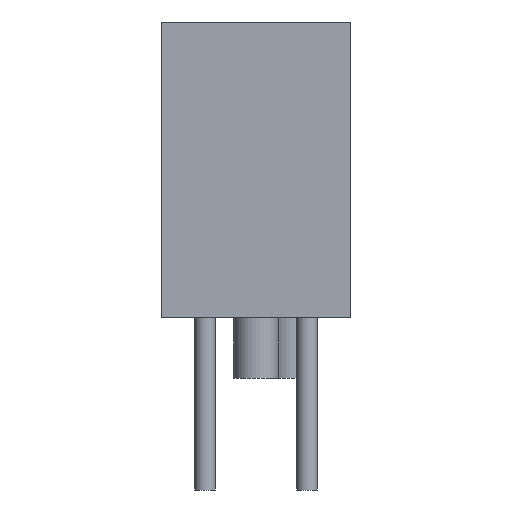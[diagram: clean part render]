
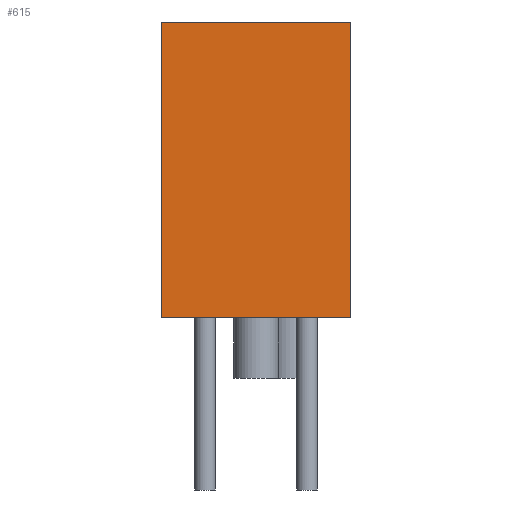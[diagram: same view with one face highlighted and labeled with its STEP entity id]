
A CAD part, left-side view. The second image highlights one B-rep face of the part: STEP entity #615.
In plain terms, the highlighted planar face has unit normal (-1, 0, 0).
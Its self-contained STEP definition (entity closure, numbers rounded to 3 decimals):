
#352 = EDGE_CURVE('',#353,#355,#357,.T.);
#353 = VERTEX_POINT('',#354);
#354 = CARTESIAN_POINT('',(-2.7,4.31,0.));
#355 = VERTEX_POINT('',#356);
#356 = CARTESIAN_POINT('',(-2.7,4.31,8.75));
#357 = SURFACE_CURVE('',#358,(#362,#374),.PCURVE_S1.);
#358 = LINE('',#359,#360);
#359 = CARTESIAN_POINT('',(-2.7,4.31,0.));
#360 = VECTOR('',#361,1.);
#361 = DIRECTION('',(0.,0.,1.));
#362 = PCURVE('',#363,#368);
#363 = PLANE('',#364);
#364 = AXIS2_PLACEMENT_3D('',#365,#366,#367);
#365 = CARTESIAN_POINT('',(-2.7,4.31,0.));
#366 = DIRECTION('',(0.,1.,0.));
#367 = DIRECTION('',(1.,0.,0.));
#368 = DEFINITIONAL_REPRESENTATION('',(#369),#373);
#369 = LINE('',#370,#371);
#370 = CARTESIAN_POINT('',(0.,0.));
#371 = VECTOR('',#372,1.);
#372 = DIRECTION('',(0.,-1.));
#373 = ( GEOMETRIC_REPRESENTATION_CONTEXT(2) 
PARAMETRIC_REPRESENTATION_CONTEXT() REPRESENTATION_CONTEXT('2D SPACE',''
  ) );
#374 = PCURVE('',#375,#380);
#375 = PLANE('',#376);
#376 = AXIS2_PLACEMENT_3D('',#377,#378,#379);
#377 = CARTESIAN_POINT('',(-2.7,-1.29,0.));
#378 = DIRECTION('',(-1.,0.,0.));
#379 = DIRECTION('',(0.,1.,0.));
#380 = DEFINITIONAL_REPRESENTATION('',(#381),#385);
#381 = LINE('',#382,#383);
#382 = CARTESIAN_POINT('',(5.6,0.));
#383 = VECTOR('',#384,1.);
#384 = DIRECTION('',(0.,-1.));
#385 = ( GEOMETRIC_REPRESENTATION_CONTEXT(2) 
PARAMETRIC_REPRESENTATION_CONTEXT() REPRESENTATION_CONTEXT('2D SPACE',''
  ) );
#403 = PLANE('',#404);
#404 = AXIS2_PLACEMENT_3D('',#405,#406,#407);
#405 = CARTESIAN_POINT('',(19.,1.51,8.75));
#406 = DIRECTION('',(-0.,-0.,-1.));
#407 = DIRECTION('',(-1.,0.,0.));
#457 = PLANE('',#458);
#458 = AXIS2_PLACEMENT_3D('',#459,#460,#461);
#459 = CARTESIAN_POINT('',(19.,1.51,0.));
#460 = DIRECTION('',(-0.,-0.,-1.));
#461 = DIRECTION('',(-1.,0.,0.));
#512 = PLANE('',#513);
#513 = AXIS2_PLACEMENT_3D('',#514,#515,#516);
#514 = CARTESIAN_POINT('',(40.7,-1.29,0.));
#515 = DIRECTION('',(0.,-1.,0.));
#516 = DIRECTION('',(-1.,0.,0.));
#550 = VERTEX_POINT('',#551);
#551 = CARTESIAN_POINT('',(-2.7,-1.29,8.75));
#572 = EDGE_CURVE('',#573,#550,#575,.T.);
#573 = VERTEX_POINT('',#574);
#574 = CARTESIAN_POINT('',(-2.7,-1.29,0.));
#575 = SURFACE_CURVE('',#576,(#580,#587),.PCURVE_S1.);
#576 = LINE('',#577,#578);
#577 = CARTESIAN_POINT('',(-2.7,-1.29,0.));
#578 = VECTOR('',#579,1.);
#579 = DIRECTION('',(0.,0.,1.));
#580 = PCURVE('',#512,#581);
#581 = DEFINITIONAL_REPRESENTATION('',(#582),#586);
#582 = LINE('',#583,#584);
#583 = CARTESIAN_POINT('',(43.4,0.));
#584 = VECTOR('',#585,1.);
#585 = DIRECTION('',(0.,-1.));
#586 = ( GEOMETRIC_REPRESENTATION_CONTEXT(2) 
PARAMETRIC_REPRESENTATION_CONTEXT() REPRESENTATION_CONTEXT('2D SPACE',''
  ) );
#587 = PCURVE('',#375,#588);
#588 = DEFINITIONAL_REPRESENTATION('',(#589),#593);
#589 = LINE('',#590,#591);
#590 = CARTESIAN_POINT('',(0.,0.));
#591 = VECTOR('',#592,1.);
#592 = DIRECTION('',(0.,-1.));
#593 = ( GEOMETRIC_REPRESENTATION_CONTEXT(2) 
PARAMETRIC_REPRESENTATION_CONTEXT() REPRESENTATION_CONTEXT('2D SPACE',''
  ) );
#615 = ADVANCED_FACE('',(#616),#375,.T.);
#616 = FACE_BOUND('',#617,.T.);
#617 = EDGE_LOOP('',(#618,#619,#640,#641));
#618 = ORIENTED_EDGE('',*,*,#572,.T.);
#619 = ORIENTED_EDGE('',*,*,#620,.T.);
#620 = EDGE_CURVE('',#550,#355,#621,.T.);
#621 = SURFACE_CURVE('',#622,(#626,#633),.PCURVE_S1.);
#622 = LINE('',#623,#624);
#623 = CARTESIAN_POINT('',(-2.7,-1.29,8.75));
#624 = VECTOR('',#625,1.);
#625 = DIRECTION('',(0.,1.,0.));
#626 = PCURVE('',#375,#627);
#627 = DEFINITIONAL_REPRESENTATION('',(#628),#632);
#628 = LINE('',#629,#630);
#629 = CARTESIAN_POINT('',(0.,-8.75));
#630 = VECTOR('',#631,1.);
#631 = DIRECTION('',(1.,0.));
#632 = ( GEOMETRIC_REPRESENTATION_CONTEXT(2) 
PARAMETRIC_REPRESENTATION_CONTEXT() REPRESENTATION_CONTEXT('2D SPACE',''
  ) );
#633 = PCURVE('',#403,#634);
#634 = DEFINITIONAL_REPRESENTATION('',(#635),#639);
#635 = LINE('',#636,#637);
#636 = CARTESIAN_POINT('',(21.7,-2.8));
#637 = VECTOR('',#638,1.);
#638 = DIRECTION('',(0.,1.));
#639 = ( GEOMETRIC_REPRESENTATION_CONTEXT(2) 
PARAMETRIC_REPRESENTATION_CONTEXT() REPRESENTATION_CONTEXT('2D SPACE',''
  ) );
#640 = ORIENTED_EDGE('',*,*,#352,.F.);
#641 = ORIENTED_EDGE('',*,*,#642,.F.);
#642 = EDGE_CURVE('',#573,#353,#643,.T.);
#643 = SURFACE_CURVE('',#644,(#648,#655),.PCURVE_S1.);
#644 = LINE('',#645,#646);
#645 = CARTESIAN_POINT('',(-2.7,-1.29,0.));
#646 = VECTOR('',#647,1.);
#647 = DIRECTION('',(0.,1.,0.));
#648 = PCURVE('',#375,#649);
#649 = DEFINITIONAL_REPRESENTATION('',(#650),#654);
#650 = LINE('',#651,#652);
#651 = CARTESIAN_POINT('',(0.,0.));
#652 = VECTOR('',#653,1.);
#653 = DIRECTION('',(1.,0.));
#654 = ( GEOMETRIC_REPRESENTATION_CONTEXT(2) 
PARAMETRIC_REPRESENTATION_CONTEXT() REPRESENTATION_CONTEXT('2D SPACE',''
  ) );
#655 = PCURVE('',#457,#656);
#656 = DEFINITIONAL_REPRESENTATION('',(#657),#661);
#657 = LINE('',#658,#659);
#658 = CARTESIAN_POINT('',(21.7,-2.8));
#659 = VECTOR('',#660,1.);
#660 = DIRECTION('',(0.,1.));
#661 = ( GEOMETRIC_REPRESENTATION_CONTEXT(2) 
PARAMETRIC_REPRESENTATION_CONTEXT() REPRESENTATION_CONTEXT('2D SPACE',''
  ) );
